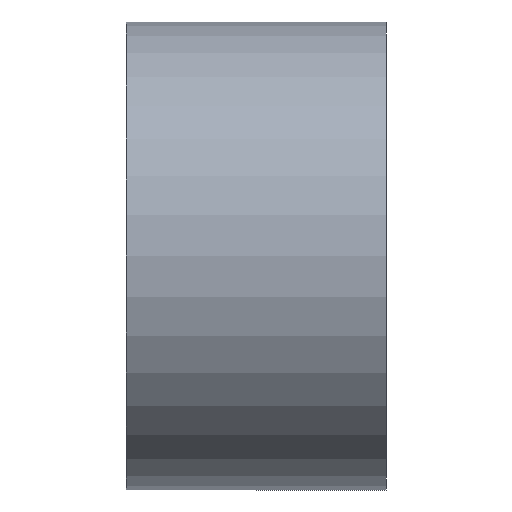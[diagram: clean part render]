
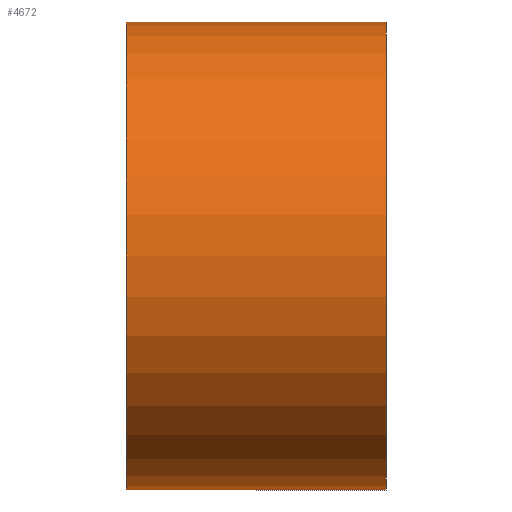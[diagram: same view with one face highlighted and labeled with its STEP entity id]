
A CAD part, front view. The second image highlights one B-rep face of the part: STEP entity #4672.
In plain terms, the highlighted cylindrical face has radius 18 mm (diameter 36 mm), a partial arc.
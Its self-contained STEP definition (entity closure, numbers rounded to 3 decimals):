
#245 = AXIS2_PLACEMENT_3D ( 'NONE', #2720, #3121, #1119 ) ;
#588 = DIRECTION ( 'NONE',  ( -1., 0., 0. ) ) ;
#620 = VERTEX_POINT ( 'NONE', #819 ) ;
#671 = DIRECTION ( 'NONE',  ( 0., 0., 1. ) ) ;
#676 = CARTESIAN_POINT ( 'NONE',  ( -10., 0., 0. ) ) ;
#819 = CARTESIAN_POINT ( 'NONE',  ( 0., 0., -18. ) ) ;
#993 = EDGE_CURVE ( 'NONE', #2707, #620, #1168, .T. ) ;
#1045 = CARTESIAN_POINT ( 'NONE',  ( 20., 0., -18. ) ) ;
#1095 = DIRECTION ( 'NONE',  ( -1., 0., 0. ) ) ;
#1102 = DIRECTION ( 'NONE',  ( 0., 0., 1. ) ) ;
#1107 = VERTEX_POINT ( 'NONE', #2842 ) ;
#1119 = DIRECTION ( 'NONE',  ( 0., 0., 1. ) ) ;
#1168 = LINE ( 'NONE', #2675, #2967 ) ;
#1730 = ORIENTED_EDGE ( 'NONE', *, *, #5571, .T. ) ;
#2618 = EDGE_LOOP ( 'NONE', ( #3730, #5028, #1730, #5967 ) ) ;
#2675 = CARTESIAN_POINT ( 'NONE',  ( -10., 0., -18. ) ) ;
#2707 = VERTEX_POINT ( 'NONE', #1045 ) ;
#2720 = CARTESIAN_POINT ( 'NONE',  ( 20., 0., 0. ) ) ;
#2842 = CARTESIAN_POINT ( 'NONE',  ( 20., 0., 18. ) ) ;
#2885 = CARTESIAN_POINT ( 'NONE',  ( 0., 0., 18. ) ) ;
#2967 = VECTOR ( 'NONE', #588, 1000. ) ;
#3121 = DIRECTION ( 'NONE',  ( -1., 0., 0. ) ) ;
#3625 = CARTESIAN_POINT ( 'NONE',  ( 0., 0., 0. ) ) ;
#3730 = ORIENTED_EDGE ( 'NONE', *, *, #993, .F. ) ;
#3949 = VECTOR ( 'NONE', #6114, 1000. ) ;
#4254 = AXIS2_PLACEMENT_3D ( 'NONE', #3625, #1095, #671 ) ;
#4501 = VERTEX_POINT ( 'NONE', #2885 ) ;
#4634 = CARTESIAN_POINT ( 'NONE',  ( -10., 0., 18. ) ) ;
#4672 = ADVANCED_FACE ( 'NONE', ( #5792 ), #5140, .T. ) ;
#5028 = ORIENTED_EDGE ( 'NONE', *, *, #5526, .T. ) ;
#5113 = EDGE_CURVE ( 'NONE', #620, #4501, #5751, .T. ) ;
#5140 = CYLINDRICAL_SURFACE ( 'NONE', #6486, 18. ) ;
#5194 = LINE ( 'NONE', #4634, #3949 ) ;
#5431 = CIRCLE ( 'NONE', #245, 18. ) ;
#5526 = EDGE_CURVE ( 'NONE', #2707, #1107, #5431, .T. ) ;
#5571 = EDGE_CURVE ( 'NONE', #1107, #4501, #5194, .T. ) ;
#5751 = CIRCLE ( 'NONE', #4254, 18. ) ;
#5792 = FACE_OUTER_BOUND ( 'NONE', #2618, .T. ) ;
#5967 = ORIENTED_EDGE ( 'NONE', *, *, #5113, .F. ) ;
#6114 = DIRECTION ( 'NONE',  ( -1., 0., 0. ) ) ;
#6259 = DIRECTION ( 'NONE',  ( -1., 0., 0. ) ) ;
#6486 = AXIS2_PLACEMENT_3D ( 'NONE', #676, #6259, #1102 ) ;
